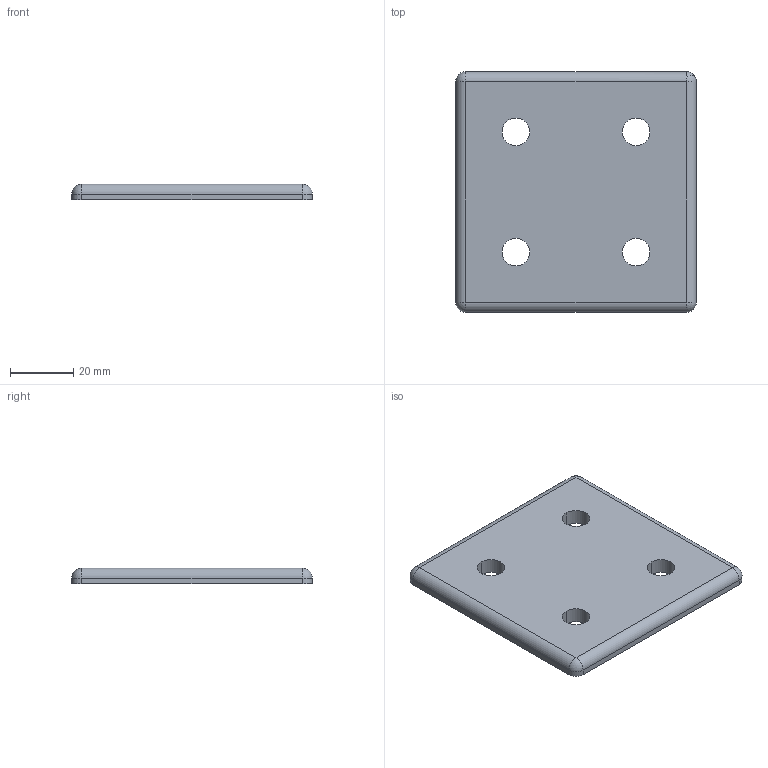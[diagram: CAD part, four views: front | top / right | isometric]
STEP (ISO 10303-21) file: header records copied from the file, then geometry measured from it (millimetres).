
FILE_DESCRIPTION((''),'2;1');
FILE_NAME('15AC7932.stp','2015-07-16T10:32:46',(''),(''),'Mechanical Desktop 2011','Mechanical Desktop 2011',', , ');
FILE_SCHEMA(('AUTOMOTIVE_DESIGN { 1 2 10303 214 1 1 1 1 }'));
Length unit declared in the file: inch
Products named in the file (1): Product
Bounding box: 76.2 x 76.2 x 4.98 mm (x, y, z)
Volume: 27032.8 mm3; surface area: 12740.6 mm2
Topology: 1 solids, 1 shells, 27 faces, 66 edges, 39 vertices
Faces by surface type: bspline 13, cylinder 7, sphere 5, plane 2
Entity records: 966 total; most frequent: CARTESIAN_POINT 296, DIRECTION 130, ORIENTED_EDGE 128, EDGE_CURVE 64, AXIS2_PLACEMENT_3D 51, VERTEX_POINT 39, CIRCLE 36, EDGE_LOOP 35
